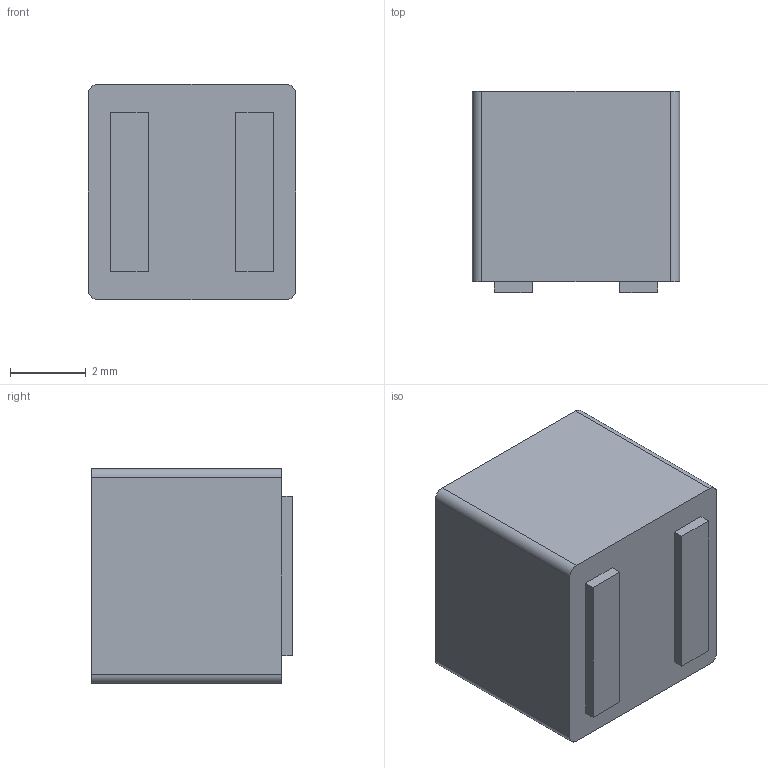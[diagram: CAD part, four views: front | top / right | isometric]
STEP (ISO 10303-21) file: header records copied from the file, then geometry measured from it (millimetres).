
FILE_DESCRIPTION (( 'STEP AP214' ), '1' );
FILE_NAME ('Coilcraft-XEL5050-901.STEP', '2020-11-03T15:57:55', ( '' ), ( '' ), 'SwSTEP 2.0', 'SolidWorks 2020', '' );
FILE_SCHEMA (( 'AUTOMOTIVE_DESIGN' ));
Length unit declared in the file: millimetre
Products named in the file (1): Coilcraft-XEL5050-901
Bounding box: 5.48 x 5.3 x 5.68 mm (x, y, z)
Volume: 158.3 mm3; surface area: 177.9 mm2
Topology: 1 solids, 1 shells, 27 faces, 99 edges, 83 vertices
Faces by surface type: plane 23, cylinder 4
Entity records: 1742 total; most frequent: CARTESIAN_POINT 748, ORIENTED_EDGE 198, EDGE_CURVE 99, DIRECTION 96, VERTEX_POINT 83, B_SPLINE_CURVE_WITH_KNOTS 59, VECTOR 40, LINE 40
